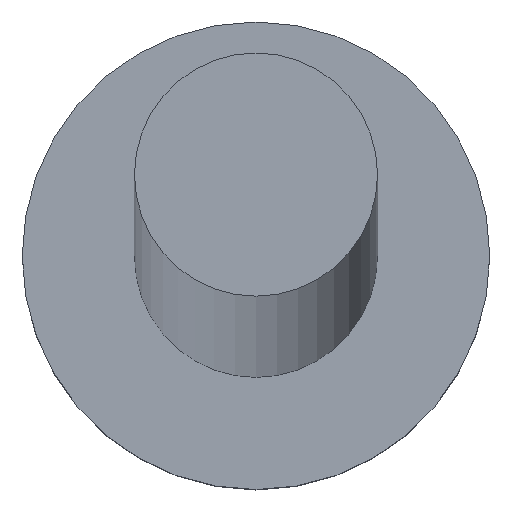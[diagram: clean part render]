
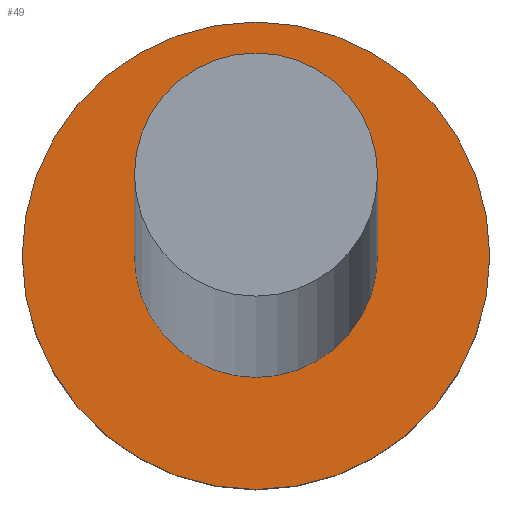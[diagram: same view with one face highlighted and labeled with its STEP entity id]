
A CAD part, top view. The second image highlights one B-rep face of the part: STEP entity #49.
In plain terms, the highlighted planar face has unit normal (0, 0, 1).
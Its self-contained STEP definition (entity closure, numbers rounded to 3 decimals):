
#4 = CARTESIAN_POINT ( 'NONE',  ( 0., 0., 5. ) ) ;
#5 = ORIENTED_EDGE ( 'NONE', *, *, #40, .T. ) ;
#17 = DIRECTION ( 'NONE',  ( 1., 0., 0. ) ) ;
#19 = CARTESIAN_POINT ( 'NONE',  ( 0., 0., 5. ) ) ;
#24 = ORIENTED_EDGE ( 'NONE', *, *, #253, .F. ) ;
#34 = CARTESIAN_POINT ( 'NONE',  ( 0., 0., 5. ) ) ;
#35 = CARTESIAN_POINT ( 'NONE',  ( 2.6, 0., 5. ) ) ;
#37 = CARTESIAN_POINT ( 'NONE',  ( 0., 0., 5. ) ) ;
#40 = EDGE_CURVE ( 'NONE', #242, #70, #104, .T. ) ;
#45 = VERTEX_POINT ( 'NONE', #51 ) ;
#47 = EDGE_LOOP ( 'NONE', ( #204, #5 ) ) ;
#49 = ADVANCED_FACE ( 'NONE', ( #213, #146 ), #141, .T. ) ;
#51 = CARTESIAN_POINT ( 'NONE',  ( -2.6, 0., 5. ) ) ;
#52 = ORIENTED_EDGE ( 'NONE', *, *, #192, .F. ) ;
#56 = CARTESIAN_POINT ( 'NONE',  ( 5., 0., 5. ) ) ;
#63 = CIRCLE ( 'NONE', #124, 2.6 ) ;
#70 = VERTEX_POINT ( 'NONE', #109 ) ;
#71 = DIRECTION ( 'NONE',  ( 0., 0., 1. ) ) ;
#84 = CARTESIAN_POINT ( 'NONE',  ( 0., 0., 5. ) ) ;
#93 = DIRECTION ( 'NONE',  ( 1., 0., 0. ) ) ;
#104 = CIRCLE ( 'NONE', #255, 5. ) ;
#109 = CARTESIAN_POINT ( 'NONE',  ( -5., 0., 5. ) ) ;
#124 = AXIS2_PLACEMENT_3D ( 'NONE', #37, #222, #93 ) ;
#137 = AXIS2_PLACEMENT_3D ( 'NONE', #84, #230, #234 ) ;
#141 = PLANE ( 'NONE',  #137 ) ;
#146 = FACE_OUTER_BOUND ( 'NONE', #47, .T. ) ;
#154 = DIRECTION ( 'NONE',  ( 0., 0., 1. ) ) ;
#156 = EDGE_LOOP ( 'NONE', ( #24, #52 ) ) ;
#167 = EDGE_CURVE ( 'NONE', #70, #242, #205, .T. ) ;
#192 = EDGE_CURVE ( 'NONE', #223, #45, #63, .T. ) ;
#197 = AXIS2_PLACEMENT_3D ( 'NONE', #4, #154, #241 ) ;
#200 = CIRCLE ( 'NONE', #197, 2.6 ) ;
#204 = ORIENTED_EDGE ( 'NONE', *, *, #167, .T. ) ;
#205 = CIRCLE ( 'NONE', #238, 5. ) ;
#212 = DIRECTION ( 'NONE',  ( 0., 0., 1. ) ) ;
#213 = FACE_BOUND ( 'NONE', #156, .T. ) ;
#222 = DIRECTION ( 'NONE',  ( 0., 0., 1. ) ) ;
#223 = VERTEX_POINT ( 'NONE', #35 ) ;
#230 = DIRECTION ( 'NONE',  ( 0., 0., 1. ) ) ;
#234 = DIRECTION ( 'NONE',  ( 1., 0., 0. ) ) ;
#238 = AXIS2_PLACEMENT_3D ( 'NONE', #19, #71, #239 ) ;
#239 = DIRECTION ( 'NONE',  ( 1., 0., 0. ) ) ;
#241 = DIRECTION ( 'NONE',  ( 1., 0., 0. ) ) ;
#242 = VERTEX_POINT ( 'NONE', #56 ) ;
#253 = EDGE_CURVE ( 'NONE', #45, #223, #200, .T. ) ;
#255 = AXIS2_PLACEMENT_3D ( 'NONE', #34, #212, #17 ) ;
